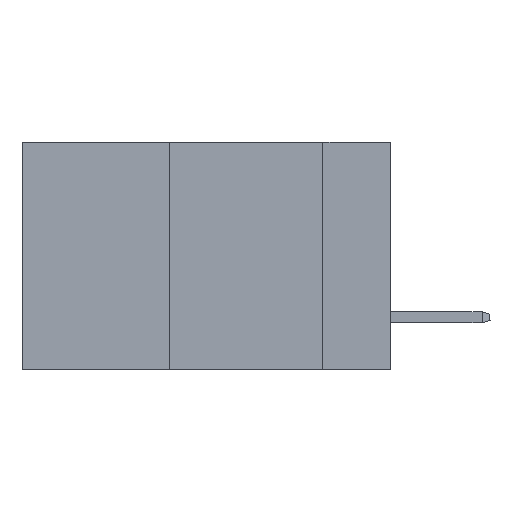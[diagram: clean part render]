
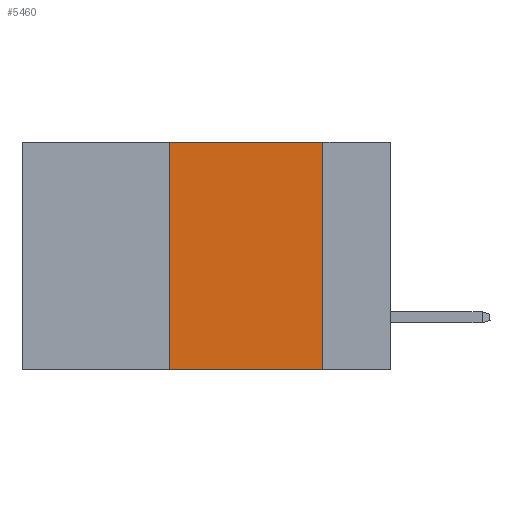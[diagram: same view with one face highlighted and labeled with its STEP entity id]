
A CAD part, left-side view. The second image highlights one B-rep face of the part: STEP entity #5460.
In plain terms, the highlighted planar face has unit normal (-1, 0, 0).
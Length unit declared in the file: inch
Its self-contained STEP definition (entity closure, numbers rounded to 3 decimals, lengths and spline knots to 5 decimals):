
#20 = VERTEX_POINT ( 'NONE', #15911 ) ;
#49 = LINE ( 'NONE', #5368, #9983 ) ;
#2952 = EDGE_CURVE ( 'NONE', #5139, #10533, #49, .T. ) ;
#2990 = CARTESIAN_POINT ( 'NONE',  ( 0., 0.36, 0. ) ) ;
#3059 = VECTOR ( 'NONE', #14780, 39.37008 ) ;
#3110 = PLANE ( 'NONE',  #8207 ) ;
#3489 = ORIENTED_EDGE ( 'NONE', *, *, #2952, .F. ) ;
#4398 = ORIENTED_EDGE ( 'NONE', *, *, #15740, .F. ) ;
#5139 = VERTEX_POINT ( 'NONE', #11989 ) ;
#5368 = CARTESIAN_POINT ( 'NONE',  ( 0., 0.6, 0. ) ) ;
#5460 = ADVANCED_FACE ( 'NONE', ( #18978 ), #3110, .F. ) ;
#6279 = DIRECTION ( 'NONE',  ( 1., 0., 0. ) ) ;
#7710 = DIRECTION ( 'NONE',  ( 0., -1., 0. ) ) ;
#7838 = CARTESIAN_POINT ( 'NONE',  ( 0., 0.6, -0.37 ) ) ;
#8207 = AXIS2_PLACEMENT_3D ( 'NONE', #9242, #6279, #10904 ) ;
#8385 = VECTOR ( 'NONE', #8856, 39.37008 ) ;
#8537 = ORIENTED_EDGE ( 'NONE', *, *, #11694, .T. ) ;
#8856 = DIRECTION ( 'NONE',  ( 0., 0., -1. ) ) ;
#8863 = LINE ( 'NONE', #7838, #10108 ) ;
#9218 = ORIENTED_EDGE ( 'NONE', *, *, #12462, .F. ) ;
#9242 = CARTESIAN_POINT ( 'NONE',  ( 0., 0.6, 0. ) ) ;
#9580 = LINE ( 'NONE', #2990, #3059 ) ;
#9983 = VECTOR ( 'NONE', #19189, 39.37008 ) ;
#10108 = VECTOR ( 'NONE', #7710, 39.37008 ) ;
#10533 = VERTEX_POINT ( 'NONE', #11022 ) ;
#10904 = DIRECTION ( 'NONE',  ( 0., 0., -1. ) ) ;
#11022 = CARTESIAN_POINT ( 'NONE',  ( 0., 0.11, 0. ) ) ;
#11694 = EDGE_CURVE ( 'NONE', #19421, #20, #8863, .T. ) ;
#11809 = CARTESIAN_POINT ( 'NONE',  ( 0., 0.11, 0. ) ) ;
#11989 = CARTESIAN_POINT ( 'NONE',  ( 0., 0.36, 0. ) ) ;
#12451 = LINE ( 'NONE', #11809, #8385 ) ;
#12462 = EDGE_CURVE ( 'NONE', #10533, #20, #12451, .T. ) ;
#12530 = CARTESIAN_POINT ( 'NONE',  ( 0., 0.36, -0.37 ) ) ;
#13710 = EDGE_LOOP ( 'NONE', ( #9218, #3489, #4398, #8537 ) ) ;
#14780 = DIRECTION ( 'NONE',  ( 0., 0., 1. ) ) ;
#15740 = EDGE_CURVE ( 'NONE', #19421, #5139, #9580, .T. ) ;
#15911 = CARTESIAN_POINT ( 'NONE',  ( 0., 0.11, -0.37 ) ) ;
#18978 = FACE_OUTER_BOUND ( 'NONE', #13710, .T. ) ;
#19189 = DIRECTION ( 'NONE',  ( 0., -1., 0. ) ) ;
#19421 = VERTEX_POINT ( 'NONE', #12530 ) ;
